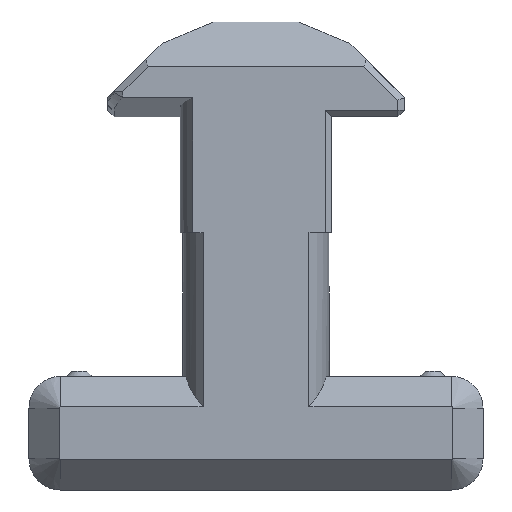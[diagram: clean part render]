
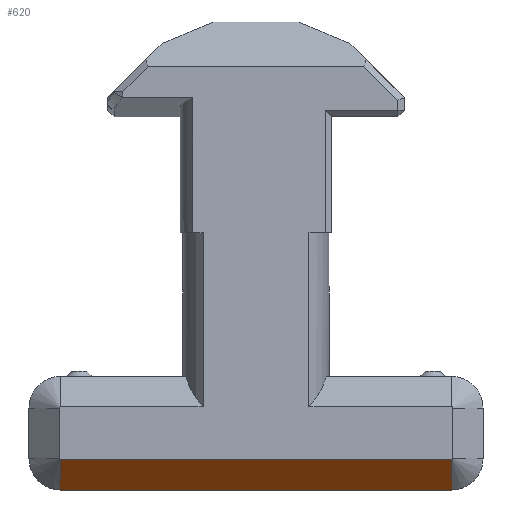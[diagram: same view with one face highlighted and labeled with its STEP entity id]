
A CAD part, front view. The second image highlights one B-rep face of the part: STEP entity #620.
In plain terms, the highlighted planar face has unit normal (0, -0.707, -0.707).
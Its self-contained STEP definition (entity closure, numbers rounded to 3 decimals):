
#2 = CARTESIAN_POINT ( 'NONE',  ( 7.75, -2., -3.3 ) ) ;
#17 = ORIENTED_EDGE ( 'NONE', *, *, #202, .T. ) ;
#75 = CARTESIAN_POINT ( 'NONE',  ( -7.75, -2., -3.3 ) ) ;
#94 = CARTESIAN_POINT ( 'NONE',  ( 7.75, -0.8, -4.5 ) ) ;
#122 = EDGE_CURVE ( 'NONE', #2356, #2241, #623, .T. ) ;
#141 = VECTOR ( 'NONE', #897, 1000. ) ;
#202 = EDGE_CURVE ( 'NONE', #1938, #2507, #1713, .T. ) ;
#247 = CARTESIAN_POINT ( 'NONE',  ( 7.76, -2.007, -3.293 ) ) ;
#412 = EDGE_LOOP ( 'NONE', ( #961, #1971, #17, #2390 ) ) ;
#437 = DIRECTION ( 'NONE',  ( -1., 0., 0. ) ) ;
#474 = CARTESIAN_POINT ( 'NONE',  ( 0., -2., -3.3 ) ) ;
#620 = ADVANCED_FACE ( 'NONE', ( #922 ), #1931, .T. ) ;
#623 = LINE ( 'NONE', #1061, #1322 ) ;
#677 = CARTESIAN_POINT ( 'NONE',  ( 7.75, -1.4, -3.9 ) ) ;
#897 = DIRECTION ( 'NONE',  ( 0., -0.707, 0.707 ) ) ;
#922 = FACE_OUTER_BOUND ( 'NONE', #412, .T. ) ;
#953 = CARTESIAN_POINT ( 'NONE',  ( -7.75, -0.8, -4.5 ) ) ;
#961 = ORIENTED_EDGE ( 'NONE', *, *, #122, .F. ) ;
#1061 = CARTESIAN_POINT ( 'NONE',  ( -7.75, -1.4, -3.9 ) ) ;
#1096 = CARTESIAN_POINT ( 'NONE',  ( 0., -0.8, -4.5 ) ) ;
#1115 = DIRECTION ( 'NONE',  ( 0., -0.707, -0.707 ) ) ;
#1322 = VECTOR ( 'NONE', #1857, 1000. ) ;
#1530 = LINE ( 'NONE', #474, #2431 ) ;
#1578 = AXIS2_PLACEMENT_3D ( 'NONE', #247, #1115, #437 ) ;
#1713 = LINE ( 'NONE', #677, #141 ) ;
#1857 = DIRECTION ( 'NONE',  ( 0., -0.707, 0.707 ) ) ;
#1929 = DIRECTION ( 'NONE',  ( 1., 0., 0. ) ) ;
#1931 = PLANE ( 'NONE',  #1578 ) ;
#1938 = VERTEX_POINT ( 'NONE', #94 ) ;
#1971 = ORIENTED_EDGE ( 'NONE', *, *, #2600, .T. ) ;
#2119 = DIRECTION ( 'NONE',  ( 1., 0., 0. ) ) ;
#2241 = VERTEX_POINT ( 'NONE', #75 ) ;
#2257 = VECTOR ( 'NONE', #2119, 1000. ) ;
#2333 = LINE ( 'NONE', #1096, #2257 ) ;
#2356 = VERTEX_POINT ( 'NONE', #953 ) ;
#2390 = ORIENTED_EDGE ( 'NONE', *, *, #2667, .F. ) ;
#2431 = VECTOR ( 'NONE', #1929, 1000. ) ;
#2507 = VERTEX_POINT ( 'NONE', #2 ) ;
#2600 = EDGE_CURVE ( 'NONE', #2356, #1938, #2333, .T. ) ;
#2667 = EDGE_CURVE ( 'NONE', #2241, #2507, #1530, .T. ) ;
